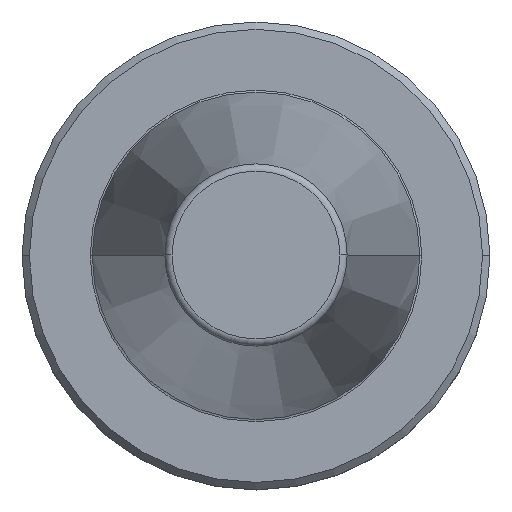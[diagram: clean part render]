
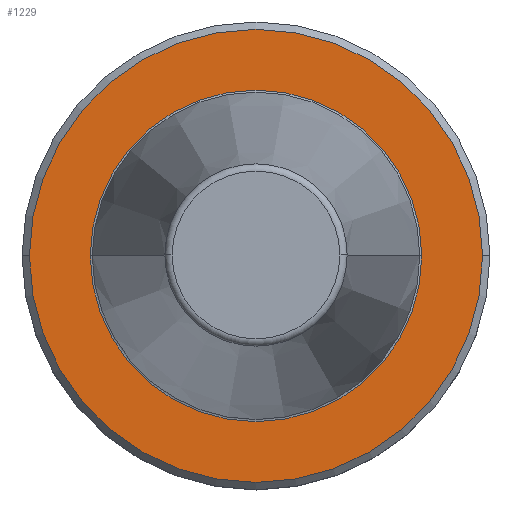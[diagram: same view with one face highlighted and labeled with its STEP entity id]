
A CAD part, top view. The second image highlights one B-rep face of the part: STEP entity #1229.
In plain terms, the highlighted planar face has unit normal (0, 0, 1).
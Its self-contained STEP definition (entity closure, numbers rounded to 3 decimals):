
#3 = EDGE_CURVE ( 'NONE', #604, #302, #973, .T. ) ;
#41 = AXIS2_PLACEMENT_3D ( 'NONE', #392, #389, #388 ) ;
#113 = AXIS2_PLACEMENT_3D ( 'NONE', #634, #632, #628 ) ;
#138 = DIRECTION ( 'NONE',  ( 1., 0., 0. ) ) ;
#140 = AXIS2_PLACEMENT_3D ( 'NONE', #141, #182, #138 ) ;
#141 = CARTESIAN_POINT ( 'NONE',  ( 0., 0., -3.2 ) ) ;
#182 = DIRECTION ( 'NONE',  ( 0., 0., 1. ) ) ;
#186 = PLANE ( 'NONE',  #140 ) ;
#245 = CARTESIAN_POINT ( 'NONE',  ( -30.75, 0., -3.2 ) ) ;
#302 = VERTEX_POINT ( 'NONE', #1909 ) ;
#337 = ORIENTED_EDGE ( 'NONE', *, *, #594, .F. ) ;
#388 = DIRECTION ( 'NONE',  ( -1., 0., 0. ) ) ;
#389 = DIRECTION ( 'NONE',  ( 0., 0., -1. ) ) ;
#392 = CARTESIAN_POINT ( 'NONE',  ( 0., 0., -3.2 ) ) ;
#405 = AXIS2_PLACEMENT_3D ( 'NONE', #1408, #1947, #1610 ) ;
#427 = CARTESIAN_POINT ( 'NONE',  ( 30.75, 0., -3.2 ) ) ;
#442 = FACE_OUTER_BOUND ( 'NONE', #800, .T. ) ;
#594 = EDGE_CURVE ( 'NONE', #1196, #1369, #1380, .T. ) ;
#604 = VERTEX_POINT ( 'NONE', #826 ) ;
#626 = ORIENTED_EDGE ( 'NONE', *, *, #3, .T. ) ;
#628 = DIRECTION ( 'NONE',  ( -1., 0., 0. ) ) ;
#632 = DIRECTION ( 'NONE',  ( 0., 0., -1. ) ) ;
#634 = CARTESIAN_POINT ( 'NONE',  ( 0., 0., -3.2 ) ) ;
#659 = ORIENTED_EDGE ( 'NONE', *, *, #1027, .T. ) ;
#779 = EDGE_CURVE ( 'NONE', #1369, #1196, #1120, .T. ) ;
#800 = EDGE_LOOP ( 'NONE', ( #337, #1265 ) ) ;
#810 = DIRECTION ( 'NONE',  ( -1., 0., 0. ) ) ;
#814 = DIRECTION ( 'NONE',  ( 0., 0., -1. ) ) ;
#821 = CARTESIAN_POINT ( 'NONE',  ( 0., 0., -3.2 ) ) ;
#826 = CARTESIAN_POINT ( 'NONE',  ( 22.5, 0., -3.2 ) ) ;
#842 = CIRCLE ( 'NONE', #41, 22.5 ) ;
#973 = CIRCLE ( 'NONE', #405, 22.5 ) ;
#978 = EDGE_LOOP ( 'NONE', ( #659, #626 ) ) ;
#1027 = EDGE_CURVE ( 'NONE', #302, #604, #842, .T. ) ;
#1120 = CIRCLE ( 'NONE', #113, 30.75 ) ;
#1196 = VERTEX_POINT ( 'NONE', #245 ) ;
#1229 = ADVANCED_FACE ( 'NONE', ( #1969, #442 ), #186, .T. ) ;
#1265 = ORIENTED_EDGE ( 'NONE', *, *, #779, .F. ) ;
#1364 = AXIS2_PLACEMENT_3D ( 'NONE', #821, #814, #810 ) ;
#1369 = VERTEX_POINT ( 'NONE', #427 ) ;
#1380 = CIRCLE ( 'NONE', #1364, 30.75 ) ;
#1408 = CARTESIAN_POINT ( 'NONE',  ( 0., 0., -3.2 ) ) ;
#1610 = DIRECTION ( 'NONE',  ( -1., 0., 0. ) ) ;
#1909 = CARTESIAN_POINT ( 'NONE',  ( -22.5, 0., -3.2 ) ) ;
#1947 = DIRECTION ( 'NONE',  ( 0., 0., -1. ) ) ;
#1969 = FACE_BOUND ( 'NONE', #978, .T. ) ;
